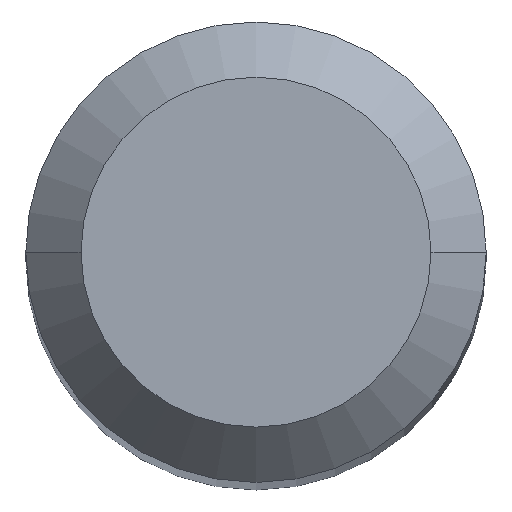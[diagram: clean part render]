
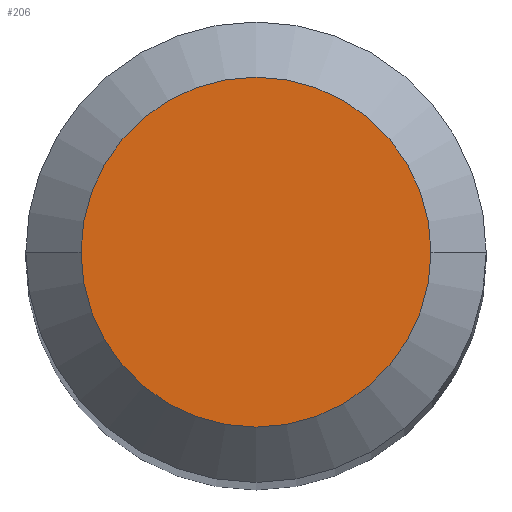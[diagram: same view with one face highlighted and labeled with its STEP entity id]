
A CAD part, top view. The second image highlights one B-rep face of the part: STEP entity #206.
In plain terms, the highlighted planar face has unit normal (0, 0, 1).
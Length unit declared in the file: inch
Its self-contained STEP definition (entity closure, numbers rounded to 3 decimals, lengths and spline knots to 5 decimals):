
#6 = CARTESIAN_POINT ( 'NONE',  ( 0., 0., 1.5 ) ) ;
#29 = CARTESIAN_POINT ( 'NONE',  ( 0.0475, 0., 1.5 ) ) ;
#30 = AXIS2_PLACEMENT_3D ( 'NONE', #196, #53, #71 ) ;
#49 = CIRCLE ( 'NONE', #262, 0.0475 ) ;
#53 = DIRECTION ( 'NONE',  ( 0., 0., 1. ) ) ;
#71 = DIRECTION ( 'NONE',  ( 1., 0., 0. ) ) ;
#78 = EDGE_CURVE ( 'NONE', #162, #215, #218, .T. ) ;
#109 = EDGE_CURVE ( 'NONE', #215, #162, #49, .T. ) ;
#139 = DIRECTION ( 'NONE',  ( 0., 0., 1. ) ) ;
#143 = AXIS2_PLACEMENT_3D ( 'NONE', #6, #257, #153 ) ;
#144 = DIRECTION ( 'NONE',  ( 1., 0., 0. ) ) ;
#150 = FACE_OUTER_BOUND ( 'NONE', #287, .T. ) ;
#153 = DIRECTION ( 'NONE',  ( 1., 0., 0. ) ) ;
#162 = VERTEX_POINT ( 'NONE', #233 ) ;
#187 = ORIENTED_EDGE ( 'NONE', *, *, #78, .T. ) ;
#196 = CARTESIAN_POINT ( 'NONE',  ( 0., 0., 1.5 ) ) ;
#206 = ADVANCED_FACE ( 'NONE', ( #150 ), #227, .T. ) ;
#215 = VERTEX_POINT ( 'NONE', #29 ) ;
#218 = CIRCLE ( 'NONE', #30, 0.0475 ) ;
#227 = PLANE ( 'NONE',  #143 ) ;
#233 = CARTESIAN_POINT ( 'NONE',  ( -0.0475, 0., 1.5 ) ) ;
#251 = CARTESIAN_POINT ( 'NONE',  ( 0., 0., 1.5 ) ) ;
#257 = DIRECTION ( 'NONE',  ( 0., 0., 1. ) ) ;
#262 = AXIS2_PLACEMENT_3D ( 'NONE', #251, #139, #144 ) ;
#287 = EDGE_LOOP ( 'NONE', ( #187, #295 ) ) ;
#295 = ORIENTED_EDGE ( 'NONE', *, *, #109, .T. ) ;
